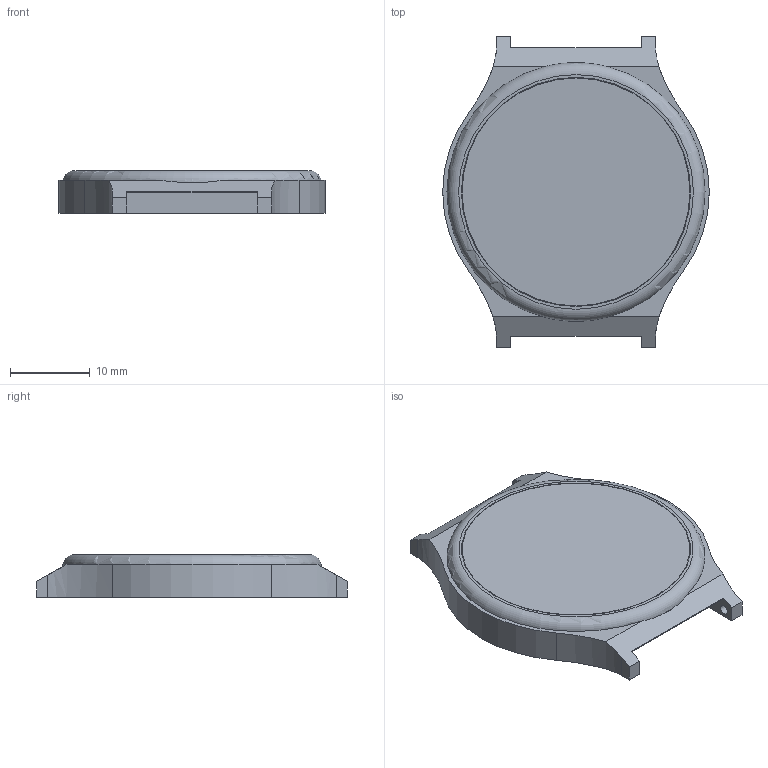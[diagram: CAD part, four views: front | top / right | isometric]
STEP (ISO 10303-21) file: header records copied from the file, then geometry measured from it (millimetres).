
FILE_DESCRIPTION(/* description */ (''),/* implementation_level */ '2;1');
FILE_NAME(/* name */ 'PersonalReminder_3Dmodel.step',/* time_stamp */ '2022-04-03T13:11:15+02:00',/* author */ (''),/* organization */ (''),/* preprocessor_version */ 'ST-DEVELOPER v18.1',/* originating_system */ 'Autodesk Translation Framework v10.14.0.1471',/* authorisation */ '');
FILE_SCHEMA (('AUTOMOTIVE_DESIGN { 1 0 10303 214 3 1 1 }'));
Length unit declared in the file: millimetre
Products named in the file (5): PersonalReminder; CasioMq24; BandPinHoleCutter; MainCase; Plexi
Assembly tree (4 placements, depth 3):
  PersonalReminder
    CasioMq24
      BandPinHoleCutter
      MainCase
      Plexi
Bounding box: 33.5 x 39 x 5.4 mm (x, y, z)
Volume: 4154.9 mm3; surface area: 6023.2 mm2
Topology: 4 solids, 4 shells, 94 faces, 269 edges, 179 vertices
Faces by surface type: cylinder 43, plane 43, bspline 4, cone 3, torus 1
Full cylindrical faces by diameter (mm): 1.2 x4, 1.8 x11, 3 x1, 27.8 x1, 28.4 x1, 28.65 x2, 28.8 x2
Entity records: 3450 total; most frequent: CARTESIAN_POINT 728, DIRECTION 573, ORIENTED_EDGE 538, EDGE_CURVE 269, AXIS2_PLACEMENT_3D 220, VERTEX_POINT 179, LINE 133, VECTOR 133
